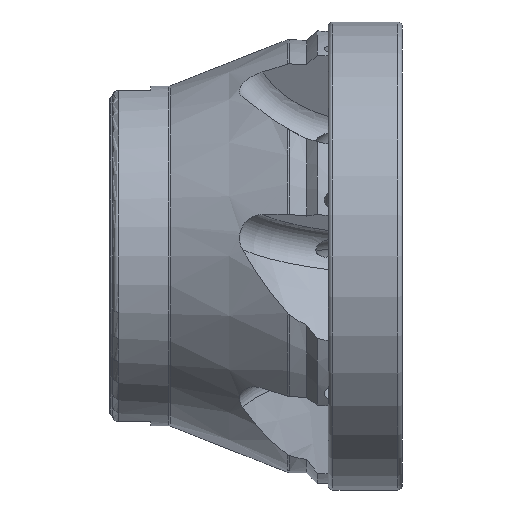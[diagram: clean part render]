
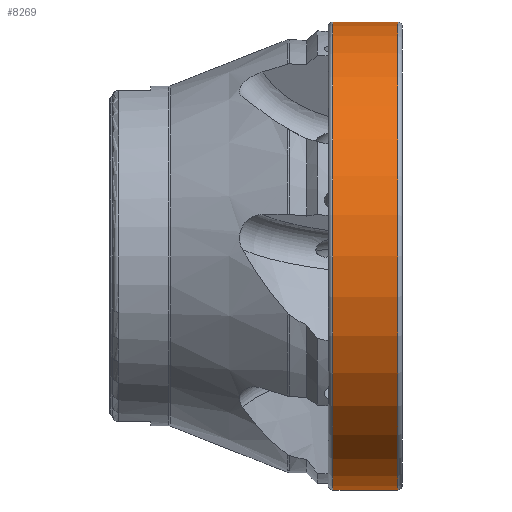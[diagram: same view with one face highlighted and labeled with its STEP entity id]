
A CAD part, front view. The second image highlights one B-rep face of the part: STEP entity #8269.
In plain terms, the highlighted cylindrical face has radius 39.963 mm (diameter 79.926 mm), a partial arc.
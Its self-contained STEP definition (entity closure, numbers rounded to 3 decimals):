
#19 = CARTESIAN_POINT ( 'NONE',  ( -11.388, 0., -39.963 ) ) ;
#455 = DIRECTION ( 'NONE',  ( 1., 0., 0. ) ) ;
#970 = EDGE_LOOP ( 'NONE', ( #7274, #8294, #5456, #8712 ) ) ;
#1132 = CARTESIAN_POINT ( 'NONE',  ( -0.356, 0., 0. ) ) ;
#1139 = VECTOR ( 'NONE', #4584, 1000. ) ;
#1368 = DIRECTION ( 'NONE',  ( 1., 0., 0. ) ) ;
#1561 = CARTESIAN_POINT ( 'NONE',  ( 11.191, 0., 0. ) ) ;
#1895 = CYLINDRICAL_SURFACE ( 'NONE', #3549, 39.963 ) ;
#2119 = AXIS2_PLACEMENT_3D ( 'NONE', #1132, #455, #6994 ) ;
#2279 = CIRCLE ( 'NONE', #8834, 39.963 ) ;
#2397 = VERTEX_POINT ( 'NONE', #19 ) ;
#2489 = VECTOR ( 'NONE', #6883, 1000. ) ;
#2664 = CARTESIAN_POINT ( 'NONE',  ( -0.356, 0., 39.963 ) ) ;
#3180 = VERTEX_POINT ( 'NONE', #9030 ) ;
#3549 = AXIS2_PLACEMENT_3D ( 'NONE', #1561, #5181, #3798 ) ;
#3798 = DIRECTION ( 'NONE',  ( 0., 0., -1. ) ) ;
#4584 = DIRECTION ( 'NONE',  ( 1., 0., 0. ) ) ;
#5181 = DIRECTION ( 'NONE',  ( 1., 0., 0. ) ) ;
#5456 = ORIENTED_EDGE ( 'NONE', *, *, #7582, .T. ) ;
#5516 = CARTESIAN_POINT ( 'NONE',  ( 11.191, 0., 39.963 ) ) ;
#5622 = CARTESIAN_POINT ( 'NONE',  ( -11.388, 0., 0. ) ) ;
#5651 = EDGE_CURVE ( 'NONE', #6781, #9132, #7519, .T. ) ;
#6018 = LINE ( 'NONE', #6746, #1139 ) ;
#6520 = EDGE_CURVE ( 'NONE', #3180, #6781, #7733, .T. ) ;
#6746 = CARTESIAN_POINT ( 'NONE',  ( 11.191, 0., -39.963 ) ) ;
#6781 = VERTEX_POINT ( 'NONE', #2664 ) ;
#6800 = EDGE_CURVE ( 'NONE', #3180, #2397, #2279, .T. ) ;
#6883 = DIRECTION ( 'NONE',  ( 1., 0., 0. ) ) ;
#6994 = DIRECTION ( 'NONE',  ( 0., 0., -1. ) ) ;
#7274 = ORIENTED_EDGE ( 'NONE', *, *, #6520, .F. ) ;
#7519 = CIRCLE ( 'NONE', #2119, 39.963 ) ;
#7582 = EDGE_CURVE ( 'NONE', #2397, #9132, #6018, .T. ) ;
#7665 = DIRECTION ( 'NONE',  ( 0., 0., -1. ) ) ;
#7733 = LINE ( 'NONE', #5516, #2489 ) ;
#8269 = ADVANCED_FACE ( 'NONE', ( #8841 ), #1895, .T. ) ;
#8294 = ORIENTED_EDGE ( 'NONE', *, *, #6800, .T. ) ;
#8712 = ORIENTED_EDGE ( 'NONE', *, *, #5651, .F. ) ;
#8834 = AXIS2_PLACEMENT_3D ( 'NONE', #5622, #1368, #7665 ) ;
#8841 = FACE_OUTER_BOUND ( 'NONE', #970, .T. ) ;
#9030 = CARTESIAN_POINT ( 'NONE',  ( -11.388, 0., 39.963 ) ) ;
#9049 = CARTESIAN_POINT ( 'NONE',  ( -0.356, 0., -39.963 ) ) ;
#9132 = VERTEX_POINT ( 'NONE', #9049 ) ;
